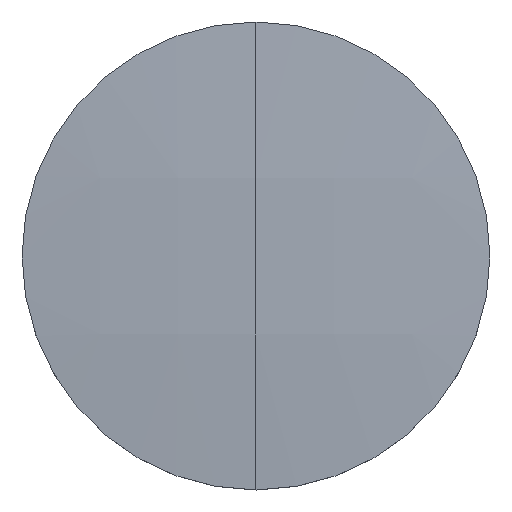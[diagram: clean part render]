
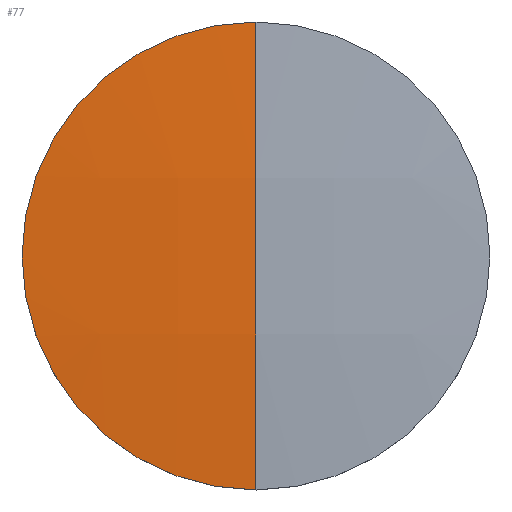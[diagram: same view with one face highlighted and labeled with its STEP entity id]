
A CAD part, top view. The second image highlights one B-rep face of the part: STEP entity #77.
In plain terms, the highlighted free-form (B-spline) face has degree [3, 3] with [4, 4] control points.
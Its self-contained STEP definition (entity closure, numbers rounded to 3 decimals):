
#7 = ORIENTED_EDGE ( 'NONE', *, *, #35, .F. ) ;
#21 = CARTESIAN_POINT ( 'NONE',  ( 0., 0., 4.297 ) ) ;
#22 = CARTESIAN_POINT ( 'NONE',  ( -6.378, -19.278, 4.28 ) ) ;
#24 = CARTESIAN_POINT ( 'NONE',  ( -19.111, 19.278, 3.571 ) ) ;
#27 = CARTESIAN_POINT ( 'NONE',  ( -6.401, 6.438, 5.24 ) ) ;
#31 = EDGE_LOOP ( 'NONE', ( #7, #242, #75 ) ) ;
#35 = EDGE_CURVE ( 'NONE', #122, #158, #56, .T. ) ;
#43 = AXIS2_PLACEMENT_3D ( 'NONE', #125, #170, #81 ) ;
#47 = CARTESIAN_POINT ( 'NONE',  ( -19.111, -19.278, 3.571 ) ) ;
#52 = CARTESIAN_POINT ( 'NONE',  ( -12.751, 19.278, 4.044 ) ) ;
#56 = CIRCLE ( 'NONE', #229, 19.05 ) ;
#74 = CARTESIAN_POINT ( 'NONE',  ( -6.401, -6.438, 5.24 ) ) ;
#75 = ORIENTED_EDGE ( 'NONE', *, *, #161, .F. ) ;
#76 = CARTESIAN_POINT ( 'NONE',  ( -12.798, 6.438, 5.003 ) ) ;
#77 = ADVANCED_FACE ( 'NONE', ( #226 ), #147, .T. ) ;
#81 = DIRECTION ( 'NONE',  ( 1., 0., 0. ) ) ;
#84 = AXIS2_PLACEMENT_3D ( 'NONE', #270, #85, #111 ) ;
#85 = DIRECTION ( 'NONE',  ( -1., 0., 0. ) ) ;
#95 = DIRECTION ( 'NONE',  ( 0., 0., -1. ) ) ;
#98 = CARTESIAN_POINT ( 'NONE',  ( 0., -19.278, 4.28 ) ) ;
#104 = CIRCLE ( 'NONE', #84, 258.5 ) ;
#111 = DIRECTION ( 'NONE',  ( 0., -1., 0. ) ) ;
#122 = VERTEX_POINT ( 'NONE', #261 ) ;
#125 = CARTESIAN_POINT ( 'NONE',  ( 0., 0., 4.297 ) ) ;
#141 = CARTESIAN_POINT ( 'NONE',  ( 0., -6.438, 5.24 ) ) ;
#144 = CARTESIAN_POINT ( 'NONE',  ( -19.182, 6.438, 4.528 ) ) ;
#147 =( BOUNDED_SURFACE ( )  B_SPLINE_SURFACE ( 3, 3, ( 
 ( #98, #22, #164, #47 ),
 ( #141, #74, #237, #194 ),
 ( #276, #27, #76, #144 ),
 ( #260, #279, #52, #24 ) ),
 .UNSPECIFIED., .F., .F., .F. ) 
 B_SPLINE_SURFACE_WITH_KNOTS ( ( 4, 4 ),
 ( 4, 4 ),
 ( 0., 1. ),
 ( 0., 1. ),
 .UNSPECIFIED. ) 
 GEOMETRIC_REPRESENTATION_ITEM ( )  RATIONAL_B_SPLINE_SURFACE ( (
 ( 1., 1., 1., 1.),
 ( 0.998, 0.998, 0.998, 0.998),
 ( 0.998, 0.998, 0.998, 0.998),
 ( 1., 1., 1., 1.) ) ) 
 REPRESENTATION_ITEM ( '' )  SURFACE ( )  );
#158 = VERTEX_POINT ( 'NONE', #258 ) ;
#161 = EDGE_CURVE ( 'NONE', #158, #292, #269, .T. ) ;
#164 = CARTESIAN_POINT ( 'NONE',  ( -12.751, -19.278, 4.044 ) ) ;
#170 = DIRECTION ( 'NONE',  ( 0., 0., -1. ) ) ;
#183 = CARTESIAN_POINT ( 'NONE',  ( 0., 19.05, 4.297 ) ) ;
#194 = CARTESIAN_POINT ( 'NONE',  ( -19.182, -6.438, 4.528 ) ) ;
#212 = DIRECTION ( 'NONE',  ( 1., 0., 0. ) ) ;
#226 = FACE_OUTER_BOUND ( 'NONE', #31, .T. ) ;
#229 = AXIS2_PLACEMENT_3D ( 'NONE', #21, #95, #212 ) ;
#237 = CARTESIAN_POINT ( 'NONE',  ( -12.798, -6.438, 5.003 ) ) ;
#242 = ORIENTED_EDGE ( 'NONE', *, *, #267, .T. ) ;
#258 = CARTESIAN_POINT ( 'NONE',  ( -19.05, 0., 4.297 ) ) ;
#260 = CARTESIAN_POINT ( 'NONE',  ( 0., 19.278, 4.28 ) ) ;
#261 = CARTESIAN_POINT ( 'NONE',  ( 0., -19.05, 4.297 ) ) ;
#267 = EDGE_CURVE ( 'NONE', #122, #292, #104, .T. ) ;
#269 = CIRCLE ( 'NONE', #43, 19.05 ) ;
#270 = CARTESIAN_POINT ( 'NONE',  ( 0., 0., -253.5 ) ) ;
#276 = CARTESIAN_POINT ( 'NONE',  ( 0., 6.438, 5.24 ) ) ;
#279 = CARTESIAN_POINT ( 'NONE',  ( -6.378, 19.278, 4.28 ) ) ;
#292 = VERTEX_POINT ( 'NONE', #183 ) ;
